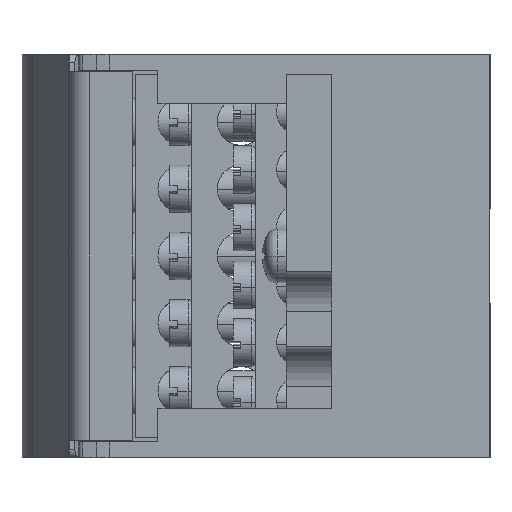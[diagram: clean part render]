
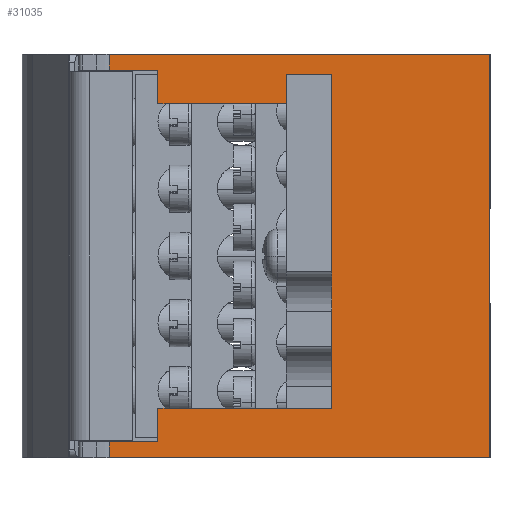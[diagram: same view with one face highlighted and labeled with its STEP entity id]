
A CAD part, left-side view. The second image highlights one B-rep face of the part: STEP entity #31035.
In plain terms, the highlighted planar face has unit normal (-1, 0, 0).
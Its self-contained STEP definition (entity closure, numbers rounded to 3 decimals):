
#9423=DIRECTION('',(0.,0.,1.));
#9424=VECTOR('',#9423,29.);
#9425=CARTESIAN_POINT('',(-21.,20.,-11.5));
#9426=LINE('',#9425,#9424);
#9427=DIRECTION('',(0.,0.,1.));
#9428=VECTOR('',#9427,1.75);
#9429=CARTESIAN_POINT('',(-21.,20.,17.5));
#9430=LINE('',#9429,#9428);
#9431=DIRECTION('',(0.,1.,0.));
#9432=VECTOR('',#9431,6.172);
#9433=CARTESIAN_POINT('',(-21.,42.,23.5));
#9434=LINE('',#9433,#9432);
#9435=DIRECTION('',(0.,-1.,0.));
#9436=VECTOR('',#9435,48.172);
#9437=CARTESIAN_POINT('',(-21.,48.172,25.5));
#9438=LINE('',#9437,#9436);
#9439=DIRECTION('',(0.,0.,-1.));
#9440=VECTOR('',#9439,51.);
#9441=CARTESIAN_POINT('',(-21.,0.,25.5));
#9442=LINE('',#9441,#9440);
#9443=DIRECTION('',(0.,1.,0.));
#9444=VECTOR('',#9443,48.172);
#9445=CARTESIAN_POINT('',(-21.,0.,-25.5));
#9446=LINE('',#9445,#9444);
#9447=DIRECTION('',(0.,-1.,0.));
#9448=VECTOR('',#9447,6.172);
#9449=CARTESIAN_POINT('',(-21.,48.172,-23.5));
#9450=LINE('',#9449,#9448);
#9451=DIRECTION('',(0.,-1.,0.));
#9452=VECTOR('',#9451,22.);
#9453=CARTESIAN_POINT('',(-21.,42.,-19.25));
#9454=LINE('',#9453,#9452);
#9455=DIRECTION('',(0.,0.,1.));
#9456=VECTOR('',#9455,7.75);
#9457=CARTESIAN_POINT('',(-21.,20.,-19.25));
#9458=LINE('',#9457,#9456);
#9467=DIRECTION('',(0.,-1.,0.));
#9468=VECTOR('',#9467,22.);
#9469=CARTESIAN_POINT('',(-21.,42.,19.25));
#9470=LINE('',#9469,#9468);
#11039=DIRECTION('',(0.,0.,-1.));
#11040=VECTOR('',#11039,2.);
#11041=CARTESIAN_POINT('',(-21.,48.172,-23.5));
#11042=LINE('',#11041,#11040);
#12367=DIRECTION('',(0.,0.,-1.));
#12368=VECTOR('',#12367,4.25);
#12369=CARTESIAN_POINT('',(-21.,42.,-19.25));
#12370=LINE('',#12369,#12368);
#12467=DIRECTION('',(0.,0.,-1.));
#12468=VECTOR('',#12467,2.);
#12469=CARTESIAN_POINT('',(-21.,48.172,25.5));
#12470=LINE('',#12469,#12468);
#12471=DIRECTION('',(0.,0.,-1.));
#12472=VECTOR('',#12471,4.25);
#12473=CARTESIAN_POINT('',(-21.,42.,23.5));
#12474=LINE('',#12473,#12472);
#14268=CARTESIAN_POINT('',(-21.,48.172,-25.5));
#14269=VERTEX_POINT('',#14268);
#14270=CARTESIAN_POINT('',(-21.,0.,-25.5));
#14271=VERTEX_POINT('',#14270);
#14356=CARTESIAN_POINT('',(-21.,48.172,23.5));
#14357=VERTEX_POINT('',#14356);
#14359=CARTESIAN_POINT('',(-21.,42.,23.5));
#14361=VERTEX_POINT('',#14359);
#14368=CARTESIAN_POINT('',(-21.,20.,19.25));
#14370=VERTEX_POINT('',#14368);
#14373=CARTESIAN_POINT('',(-21.,20.,-19.25));
#14375=VERTEX_POINT('',#14373);
#14564=CARTESIAN_POINT('',(-21.,0.,25.5));
#14565=VERTEX_POINT('',#14564);
#14692=CARTESIAN_POINT('',(-21.,48.172,25.5));
#14693=VERTEX_POINT('',#14692);
#14724=CARTESIAN_POINT('',(-21.,48.172,-23.5));
#14726=VERTEX_POINT('',#14724);
#14754=CARTESIAN_POINT('',(-21.,42.,-19.25));
#14755=VERTEX_POINT('',#14754);
#14756=CARTESIAN_POINT('',(-21.,42.,-23.5));
#14757=VERTEX_POINT('',#14756);
#14758=CARTESIAN_POINT('',(-21.,42.,19.25));
#14759=VERTEX_POINT('',#14758);
#17172=CARTESIAN_POINT('',(-21.,20.,-11.5));
#17173=VERTEX_POINT('',#17172);
#17176=CARTESIAN_POINT('',(-21.,20.,17.5));
#17177=VERTEX_POINT('',#17176);
#31003=CARTESIAN_POINT('',(-21.,24.086,0.));
#31004=DIRECTION('',(1.,0.,0.));
#31005=DIRECTION('',(0.,-1.,0.));
#31006=AXIS2_PLACEMENT_3D('',#31003,#31004,#31005);
#31007=PLANE('',#31006);
#31008=ORIENTED_EDGE('',*,*,#30928,.T.);
#31009=ORIENTED_EDGE('',*,*,#19379,.T.);
#31011=ORIENTED_EDGE('',*,*,#31010,.F.);
#31013=ORIENTED_EDGE('',*,*,#31012,.F.);
#31015=ORIENTED_EDGE('',*,*,#31014,.T.);
#31017=ORIENTED_EDGE('',*,*,#31016,.F.);
#31019=ORIENTED_EDGE('',*,*,#31018,.T.);
#31021=ORIENTED_EDGE('',*,*,#31020,.T.);
#31023=ORIENTED_EDGE('',*,*,#31022,.T.);
#31025=ORIENTED_EDGE('',*,*,#31024,.F.);
#31027=ORIENTED_EDGE('',*,*,#31026,.T.);
#31029=ORIENTED_EDGE('',*,*,#31028,.F.);
#31031=ORIENTED_EDGE('',*,*,#31030,.T.);
#31032=ORIENTED_EDGE('',*,*,#19363,.T.);
#31033=EDGE_LOOP('',(#31008,#31009,#31011,#31013,#31015,#31017,#31019,#31021,
#31023,#31025,#31027,#31029,#31031,#31032));
#31034=FACE_OUTER_BOUND('',#31033,.F.);
#19363=EDGE_CURVE('',#14375,#17173,#9458,.T.);
#19379=EDGE_CURVE('',#17177,#14370,#9430,.T.);
#30928=EDGE_CURVE('',#17173,#17177,#9426,.T.);
#31010=EDGE_CURVE('',#14759,#14370,#9470,.T.);
#31012=EDGE_CURVE('',#14361,#14759,#12474,.T.);
#31014=EDGE_CURVE('',#14361,#14357,#9434,.T.);
#31016=EDGE_CURVE('',#14693,#14357,#12470,.T.);
#31018=EDGE_CURVE('',#14693,#14565,#9438,.T.);
#31020=EDGE_CURVE('',#14565,#14271,#9442,.T.);
#31022=EDGE_CURVE('',#14271,#14269,#9446,.T.);
#31024=EDGE_CURVE('',#14726,#14269,#11042,.T.);
#31026=EDGE_CURVE('',#14726,#14757,#9450,.T.);
#31028=EDGE_CURVE('',#14755,#14757,#12370,.T.);
#31030=EDGE_CURVE('',#14755,#14375,#9454,.T.);
#31035=ADVANCED_FACE('',(#31034),#31007,.F.);
